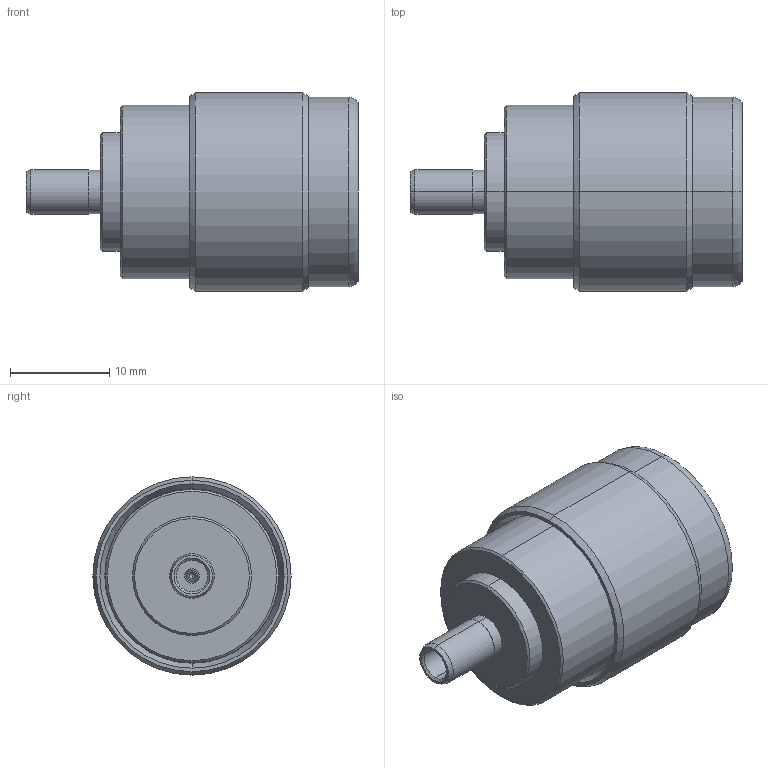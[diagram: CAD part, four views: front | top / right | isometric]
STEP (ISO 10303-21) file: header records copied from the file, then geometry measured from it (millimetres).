
FILE_DESCRIPTION (( 'STEP AP214' ), '1' );
FILE_NAME ('ANM-1722.STEP', '2013-07-18T17:48:29', ( 'L-Com' ), ( 'L-Com Global Connectivity' ), 'SwSTEP 2.0', 'SolidWorks 2012', '' );
FILE_SCHEMA (( 'AUTOMOTIVE_DESIGN' ));
Length unit declared in the file: inch
Products named in the file (1): ANM-1722
Bounding box: 33.5 x 20 x 20 mm (x, y, z)
Volume: 5269.5 mm3; surface area: 3979.5 mm2
Topology: 1 solids, 1 shells, 129 faces, 280 edges, 168 vertices
Faces by surface type: cone 54, cylinder 38, plane 33, sphere 2, torus 2
Entity records: 5034 total; most frequent: DIRECTION 680, CARTESIAN_POINT 624, ORIENTED_EDGE 556, AXIS2_PLACEMENT_3D 280, EDGE_CURVE 278, VERTEX_POINT 168, CIRCLE 150, EDGE_LOOP 146
